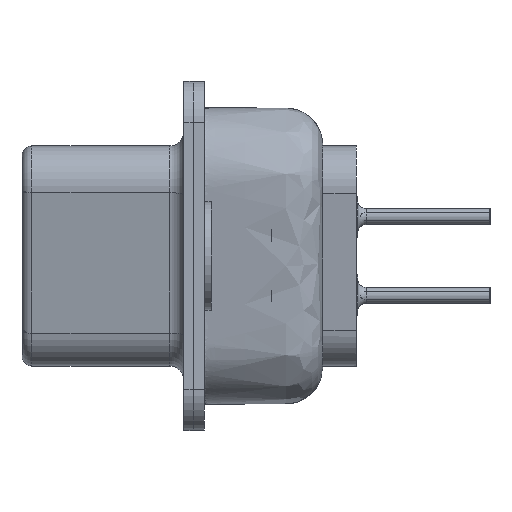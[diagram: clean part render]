
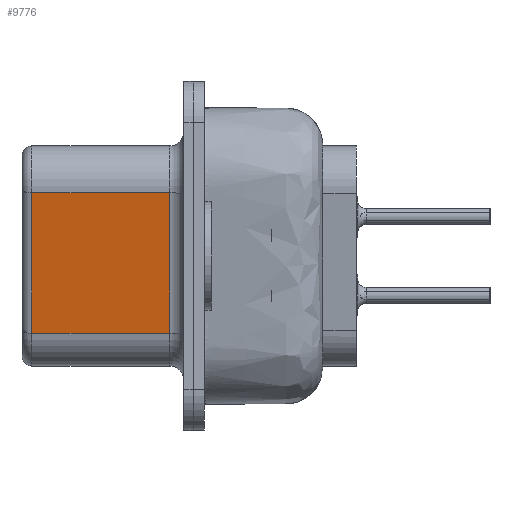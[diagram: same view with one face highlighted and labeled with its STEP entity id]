
A CAD part, left-side view. The second image highlights one B-rep face of the part: STEP entity #9776.
In plain terms, the highlighted face is planar.
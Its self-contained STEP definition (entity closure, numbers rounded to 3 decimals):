
#1089=LINE('',#16725,#1681);
#1090=LINE('',#16729,#1682);
#1091=LINE('',#16731,#1683);
#1092=LINE('',#16733,#1684);
#1681=VECTOR('',#13680,1000.);
#1682=VECTOR('',#13685,1000.);
#1683=VECTOR('',#13686,1000.);
#1684=VECTOR('',#13687,1000.);
#3771=ORIENTED_EDGE('',*,*,#5362,.F.);
#3772=ORIENTED_EDGE('',*,*,#5364,.T.);
#3773=ORIENTED_EDGE('',*,*,#5365,.T.);
#3774=ORIENTED_EDGE('',*,*,#5366,.T.);
#5362=EDGE_CURVE('',#6358,#6359,#1089,.T.);
#5364=EDGE_CURVE('',#6358,#6360,#1090,.T.);
#5365=EDGE_CURVE('',#6360,#6361,#1091,.T.);
#5366=EDGE_CURVE('',#6361,#6359,#1092,.F.);
#6358=VERTEX_POINT('',#16724);
#6359=VERTEX_POINT('',#16726);
#6360=VERTEX_POINT('',#16730);
#6361=VERTEX_POINT('',#16732);
#7947=EDGE_LOOP('',(#3771,#3772,#3773,#3774));
#8898=FACE_BOUND('',#7947,.T.);
#9248=PLANE('',#10941);
#9776=ADVANCED_FACE('',(#8898),#9248,.T.);
#10941=AXIS2_PLACEMENT_3D('',#16728,#13683,#13684);
#13680=DIRECTION('',(0.,1.,0.));
#13683=DIRECTION('',(0.985,0.,-0.174));
#13684=DIRECTION('',(-0.174,0.,-0.985));
#13685=DIRECTION('',(-0.174,0.,-0.985));
#13686=DIRECTION('',(0.,1.,0.));
#13687=DIRECTION('',(-0.174,0.,-0.985));
#16724=CARTESIAN_POINT('',(27.378,-5.8,2.272));
#16725=CARTESIAN_POINT('',(27.378,-6.15,2.272));
#16726=CARTESIAN_POINT('',(27.378,-0.85,2.272));
#16728=CARTESIAN_POINT('',(27.378,-6.15,2.272));
#16729=CARTESIAN_POINT('',(26.49,-5.8,-2.768));
#16730=CARTESIAN_POINT('',(26.49,-5.8,-2.768));
#16731=CARTESIAN_POINT('',(26.49,-6.15,-2.768));
#16732=CARTESIAN_POINT('',(26.49,-0.85,-2.768));
#16733=CARTESIAN_POINT('',(27.378,-0.85,2.272));
